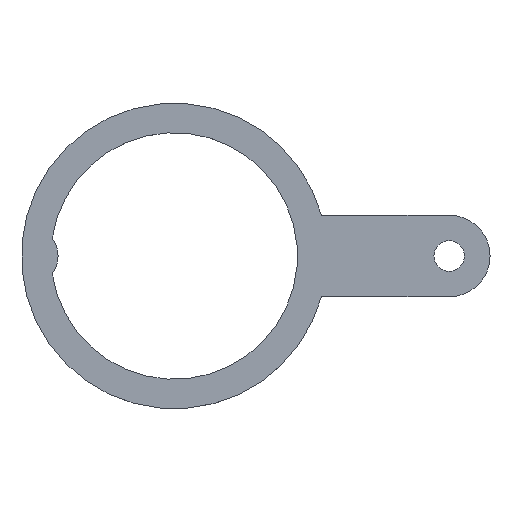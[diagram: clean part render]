
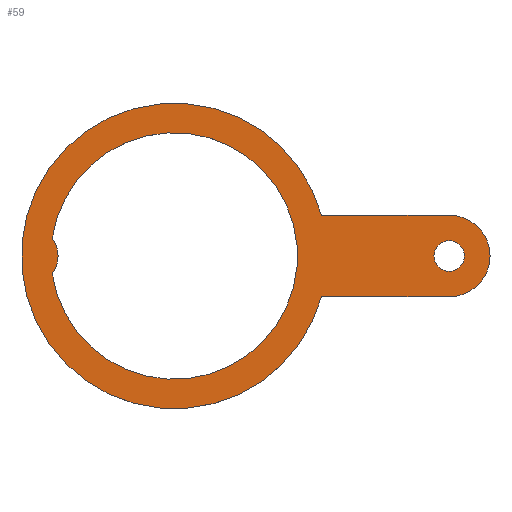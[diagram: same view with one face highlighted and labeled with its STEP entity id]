
A CAD part, top view. The second image highlights one B-rep face of the part: STEP entity #59.
In plain terms, the highlighted planar face has unit normal (0, 0, 1).
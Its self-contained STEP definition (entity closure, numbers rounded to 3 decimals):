
#42=FACE_BOUND('',#79,.T.);
#43=FACE_BOUND('',#80,.T.);
#44=FACE_BOUND('',#81,.T.);
#52=PLANE('',#206);
#59=ADVANCED_FACE('',(#42,#43,#44),#52,.T.);
#79=EDGE_LOOP('',(#128));
#80=EDGE_LOOP('',(#129,#130,#131,#132));
#81=EDGE_LOOP('',(#133,#134));
#94=LINE('',#285,#104);
#95=LINE('',#287,#105);
#104=VECTOR('',#232,1.);
#105=VECTOR('',#235,1.);
#128=ORIENTED_EDGE('',*,*,#178,.T.);
#129=ORIENTED_EDGE('',*,*,#172,.T.);
#130=ORIENTED_EDGE('',*,*,#179,.T.);
#131=ORIENTED_EDGE('',*,*,#173,.T.);
#132=ORIENTED_EDGE('',*,*,#168,.T.);
#133=ORIENTED_EDGE('',*,*,#164,.T.);
#134=ORIENTED_EDGE('',*,*,#177,.T.);
#150=VERTEX_POINT('',#267);
#151=VERTEX_POINT('',#269);
#154=VERTEX_POINT('',#276);
#155=VERTEX_POINT('',#278);
#157=VERTEX_POINT('',#284);
#158=VERTEX_POINT('',#288);
#160=VERTEX_POINT('',#297);
#164=EDGE_CURVE('',#151,#150,#183,.T.);
#168=EDGE_CURVE('',#155,#154,#185,.T.);
#172=EDGE_CURVE('',#154,#157,#94,.T.);
#173=EDGE_CURVE('',#158,#155,#95,.T.);
#177=EDGE_CURVE('',#150,#151,#187,.T.);
#178=EDGE_CURVE('',#160,#160,#188,.T.);
#179=EDGE_CURVE('',#157,#158,#189,.T.);
#183=CIRCLE('',#194,1.5);
#185=CIRCLE('',#197,7.5);
#187=CIRCLE('',#202,6.05);
#188=CIRCLE('',#204,0.75);
#189=CIRCLE('',#205,2.);
#194=AXIS2_PLACEMENT_3D('',#268,#217,#218);
#197=AXIS2_PLACEMENT_3D('',#277,#225,#226);
#202=AXIS2_PLACEMENT_3D('',#294,#242,#243);
#204=AXIS2_PLACEMENT_3D('',#296,#246,#247);
#205=AXIS2_PLACEMENT_3D('',#298,#248,#249);
#206=AXIS2_PLACEMENT_3D('',#299,#250,#251);
#217=DIRECTION('',(0.,0.,1.));
#218=DIRECTION('',(1.,0.,0.));
#225=DIRECTION('',(0.,0.,1.));
#226=DIRECTION('',(1.,0.,0.));
#232=DIRECTION('',(1.,0.,0.));
#235=DIRECTION('',(-1.,0.,0.));
#242=DIRECTION('',(0.,0.,-1.));
#243=DIRECTION('',(1.,0.,0.));
#246=DIRECTION('',(0.,0.,-1.));
#247=DIRECTION('',(-1.,0.,0.));
#248=DIRECTION('',(0.,0.,1.));
#249=DIRECTION('',(1.,0.,0.));
#250=DIRECTION('',(0.,0.,1.));
#251=DIRECTION('',(1.,0.,0.));
#267=CARTESIAN_POINT('',(-5.986,0.88,0.3));
#268=CARTESIAN_POINT('',(-7.2,0.,0.3));
#269=CARTESIAN_POINT('',(-5.986,-0.88,0.3));
#276=CARTESIAN_POINT('',(7.228,-2.,0.3));
#277=CARTESIAN_POINT('',(0.,0.,0.3));
#278=CARTESIAN_POINT('',(7.228,2.,0.3));
#284=CARTESIAN_POINT('',(13.5,-2.,0.3));
#285=CARTESIAN_POINT('',(7.228,-2.,0.3));
#287=CARTESIAN_POINT('',(15.5,2.,0.3));
#288=CARTESIAN_POINT('',(13.5,2.,0.3));
#294=CARTESIAN_POINT('',(0.,0.,0.3));
#296=CARTESIAN_POINT('',(13.5,0.,0.3));
#297=CARTESIAN_POINT('',(12.75,0.,0.3));
#298=CARTESIAN_POINT('',(13.5,0.,0.3));
#299=CARTESIAN_POINT('',(0.,0.,0.3));
